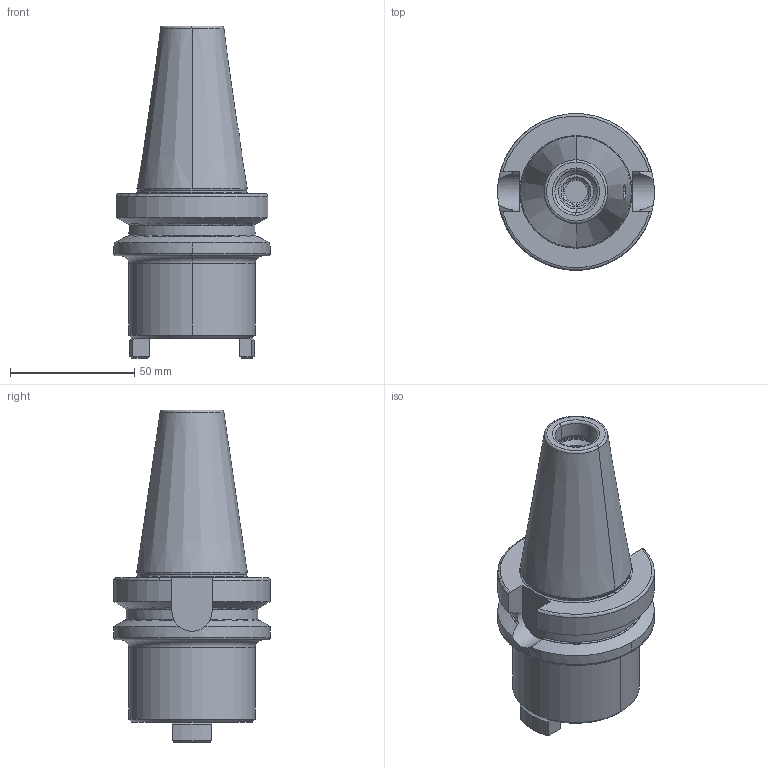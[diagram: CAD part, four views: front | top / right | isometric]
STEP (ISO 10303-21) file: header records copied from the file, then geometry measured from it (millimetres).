
FILE_DESCRIPTION((''),'2;1');
FILE_NAME('405_09_30','2020-09-04T',('101107'),(''),'CREO PARAMETRIC BY PTC INC, 2016260','CREO PARAMETRIC BY PTC INC, 2016260','');
FILE_SCHEMA(('CONFIG_CONTROL_DESIGN'));
Length unit declared in the file: millimetre
Products named in the file (1): 405_09_30
Bounding box: 63 x 63 x 133.4 mm (x, y, z)
Volume: 169357.7 mm3; surface area: 33902.2 mm2
Topology: 1 solids, 1 shells, 164 faces, 393 edges, 240 vertices
Faces by surface type: plane 57, cone 43, cylinder 39, torus 25
Entity records: 5111 total; most frequent: CARTESIAN_POINT 1266, DIRECTION 819, ORIENTED_EDGE 786, EDGE_CURVE 393, AXIS2_PLACEMENT_3D 333, VERTEX_POINT 240, EDGE_LOOP 177, CIRCLE 166
